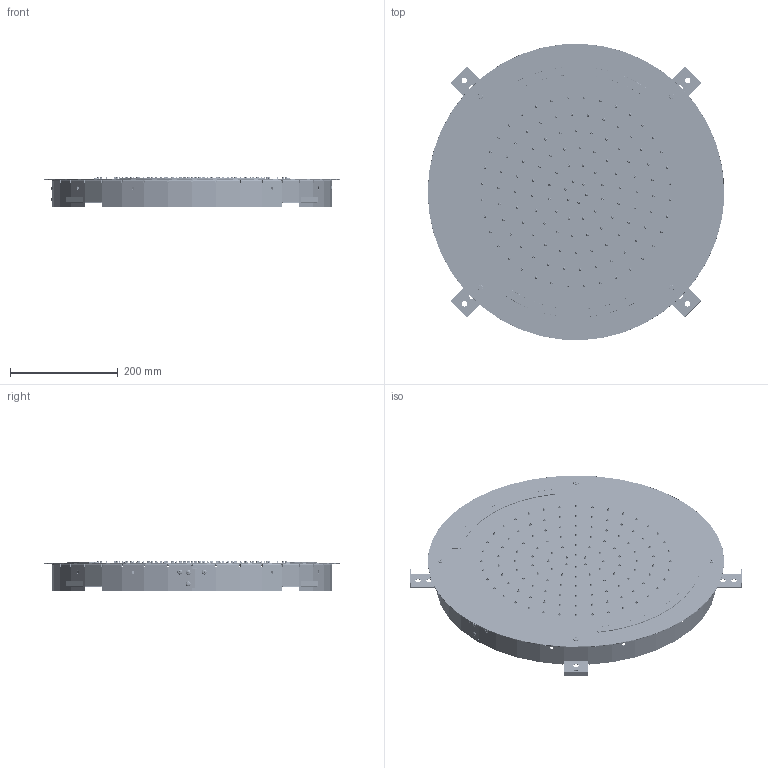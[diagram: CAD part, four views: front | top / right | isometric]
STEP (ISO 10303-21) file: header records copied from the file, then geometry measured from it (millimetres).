
FILE_DESCRIPTION(/* description */ (''),/* implementation_level */ '2;1');
FILE_NAME(/* name */ 'ART704~1',/* time_stamp */ '2022-09-05T13:44:49+02:00',/* author */ (''),/* organization */ (''),/* preprocessor_version */ 'ST-DEVELOPER v16.5',/* originating_system */ '',/* authorisation */ '');
FILE_SCHEMA (('AUTOMOTIVE_DESIGN'));
Products named in the file (1): Document
Bounding box: 549.99 x 549.77 x 55.3 mm (x, y, z)
Surface area: 1128567.1 mm2 (no closed solid volume)
Topology: 0 solids, 0 shells, 5706 faces, 27462 edges, 24877 vertices
Faces by surface type: bspline 3326, plane 2380
Entity records: 315370 total; most frequent: CARTESIAN_POINT 254785, COMPOSITE_CURVE_SEGMENT 27362, B_SPLINE_CURVE_WITH_KNOTS 13752, CURVE_BOUNDED_SURFACE 5706, OUTER_BOUNDARY_CURVE 5706, DIRECTION 2384, AXIS2_PLACEMENT_3D 2382, PLANE 2380
